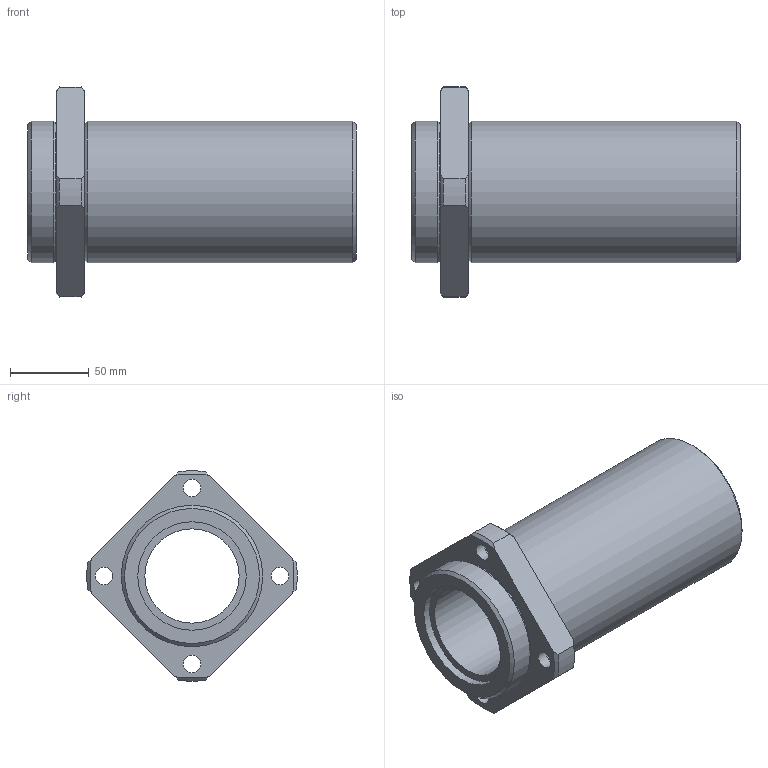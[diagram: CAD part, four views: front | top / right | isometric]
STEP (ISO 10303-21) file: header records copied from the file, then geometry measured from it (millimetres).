
FILE_DESCRIPTION( ( 'STEP AP214' ), '1' );
FILE_NAME( 'SMK60GWUU-E_2_14.stp', ' ', ( ' ' ), ( ' ' ), 'PSStep 15.0.47', 'PARTsolutions', ' ' );
FILE_SCHEMA( ( 'AUTOMOTIVE_DESIGN { 1 0 10303 214 1 1 1 1 }' ) );
Length unit declared in the file: millimetre
Products named in the file (2): SMK60GWUU-E; _SMK 60WUU-E
Assembly tree (1 placements, depth 2):
  SMK60GWUU-E
    _SMK 60WUU-E
Bounding box: 209 x 133.88 x 133.88 mm (x, y, z)
Volume: 797396.8 mm3; surface area: 119527.5 mm2
Topology: 1 solids, 1 shells, 45 faces, 100 edges, 65 vertices
Faces by surface type: cylinder 17, plane 14, cone 12, torus 2
Full cylindrical faces by diameter (mm): 11 x4, 17 x4, 60 x1, 69 x2, 90 x2
Entity records: 1592 total; most frequent: CARTESIAN_POINT 239, DIRECTION 206, ORIENTED_EDGE 160, AXIS2_PLACEMENT_3D 95, EDGE_LOOP 82, EDGE_CURVE 80, VERTEX_POINT 64, FACE_OUTER_BOUND 60
